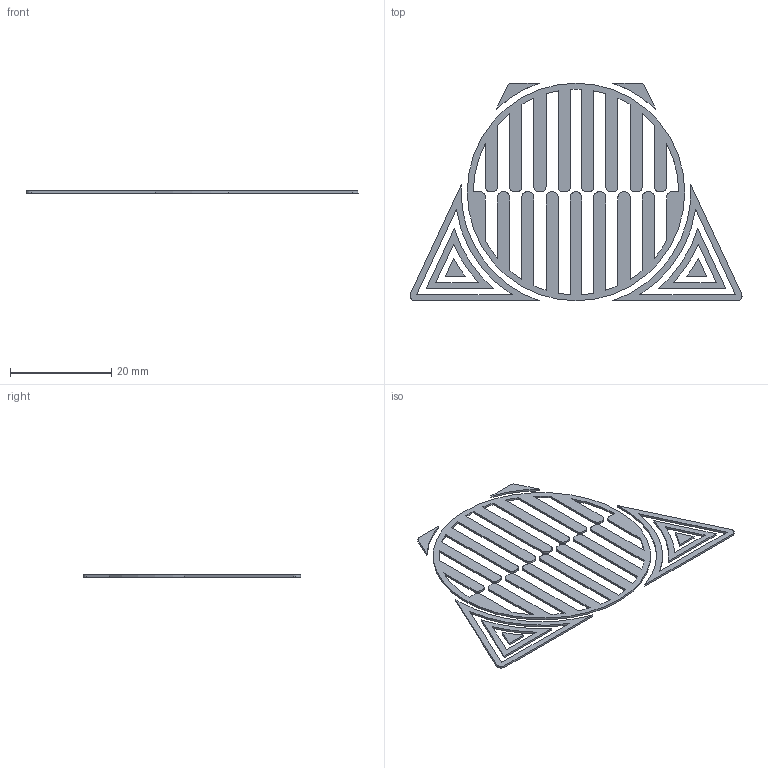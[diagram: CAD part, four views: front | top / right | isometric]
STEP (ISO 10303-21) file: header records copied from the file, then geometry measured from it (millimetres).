
FILE_DESCRIPTION(('HOOPS Exchange Step'),'2;1');
FILE_NAME('temp_export','2023-11-19T20:08:41+19:00',('jscotto'),('Shapr3D Limited'),'HOOPS Exchange 2023.2','Shapr3D','Authorized');
FILE_SCHEMA( ('AUTOMOTIVE_DESIGN { 1 0 10303 214 1 1 1 1 }') );
Length unit declared in the file: millimetre
Products named in the file (1): Grill
Bounding box: 65.65 x 43.02 x 0.4 mm (x, y, z)
Volume: 432.3 mm3; surface area: 2657.2 mm2
Topology: 9 solids, 9 shells, 159 faces, 424 edges, 283 vertices
Faces by surface type: plane 91, cylinder 68
Full cylindrical faces by diameter (mm): 43.02 x1
Entity records: 5019 total; most frequent: DIRECTION 881, CARTESIAN_POINT 867, ORIENTED_EDGE 848, EDGE_CURVE 424, AXIS2_PLACEMENT_3D 297, VECTOR 287, LINE 287, VERTEX_POINT 283
